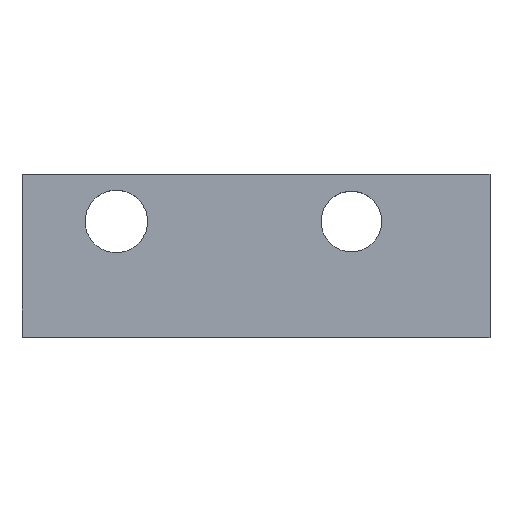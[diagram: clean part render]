
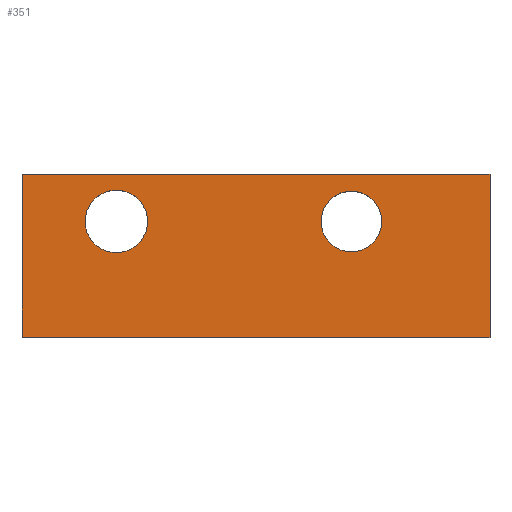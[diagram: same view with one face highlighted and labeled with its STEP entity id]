
A CAD part, top view. The second image highlights one B-rep face of the part: STEP entity #351.
In plain terms, the highlighted planar face has unit normal (0, 0, 1).
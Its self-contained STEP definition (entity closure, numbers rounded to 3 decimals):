
#17=FACE_BOUND('',#64,.T.);
#18=FACE_BOUND('',#65,.T.);
#27=PLANE('',#389);
#43=FACE_OUTER_BOUND('',#63,.T.);
#63=EDGE_LOOP('',(#293,#294,#295,#296));
#64=EDGE_LOOP('',(#297));
#65=EDGE_LOOP('',(#298));
#80=LINE('',#519,#120);
#101=LINE('',#564,#141);
#102=LINE('',#567,#142);
#103=LINE('',#568,#143);
#120=VECTOR('',#424,10.);
#141=VECTOR('',#461,10.);
#142=VECTOR('',#464,10.);
#143=VECTOR('',#465,10.);
#153=CIRCLE('',#374,1.986);
#155=CIRCLE('',#377,1.93);
#161=VERTEX_POINT('',#495);
#163=VERTEX_POINT('',#501);
#169=VERTEX_POINT('',#516);
#170=VERTEX_POINT('',#518);
#186=VERTEX_POINT('',#562);
#187=VERTEX_POINT('',#566);
#193=EDGE_CURVE('',#161,#161,#153,.T.);
#196=EDGE_CURVE('',#163,#163,#155,.T.);
#204=EDGE_CURVE('',#169,#170,#80,.T.);
#227=EDGE_CURVE('',#186,#170,#101,.T.);
#228=EDGE_CURVE('',#187,#186,#102,.T.);
#229=EDGE_CURVE('',#187,#169,#103,.T.);
#293=ORIENTED_EDGE('',*,*,#228,.T.);
#294=ORIENTED_EDGE('',*,*,#227,.T.);
#295=ORIENTED_EDGE('',*,*,#204,.F.);
#296=ORIENTED_EDGE('',*,*,#229,.F.);
#297=ORIENTED_EDGE('',*,*,#193,.T.);
#298=ORIENTED_EDGE('',*,*,#196,.T.);
#351=ADVANCED_FACE('',(#43,#17,#18),#27,.T.);
#374=AXIS2_PLACEMENT_3D('',#496,#403,#404);
#377=AXIS2_PLACEMENT_3D('',#502,#410,#411);
#389=AXIS2_PLACEMENT_3D('',#565,#462,#463);
#403=DIRECTION('center_axis',(0.,0.,-1.));
#404=DIRECTION('ref_axis',(-1.,0.,0.));
#410=DIRECTION('center_axis',(0.,0.,-1.));
#411=DIRECTION('ref_axis',(-1.,0.,0.));
#424=DIRECTION('',(0.,1.,0.));
#461=DIRECTION('',(-1.,0.,0.));
#462=DIRECTION('center_axis',(0.,0.,1.));
#463=DIRECTION('ref_axis',(0.,1.,0.));
#464=DIRECTION('',(0.,1.,0.));
#465=DIRECTION('',(-1.,0.,0.));
#495=CARTESIAN_POINT('',(-0.258,7.351,41.863));
#496=CARTESIAN_POINT('Origin',(-2.244,7.351,41.863));
#501=CARTESIAN_POINT('',(14.621,7.351,41.863));
#502=CARTESIAN_POINT('Origin',(12.691,7.351,41.863));
#516=CARTESIAN_POINT('',(-8.24,0.,41.863));
#518=CARTESIAN_POINT('',(-8.24,10.355,41.863));
#519=CARTESIAN_POINT('',(-8.24,10.355,41.863));
#562=CARTESIAN_POINT('',(21.5,10.355,41.863));
#564=CARTESIAN_POINT('',(21.5,10.355,41.863));
#565=CARTESIAN_POINT('Origin',(21.5,0.,41.863));
#566=CARTESIAN_POINT('',(21.5,0.,41.863));
#567=CARTESIAN_POINT('',(21.5,0.,41.863));
#568=CARTESIAN_POINT('',(21.5,0.,41.863));
